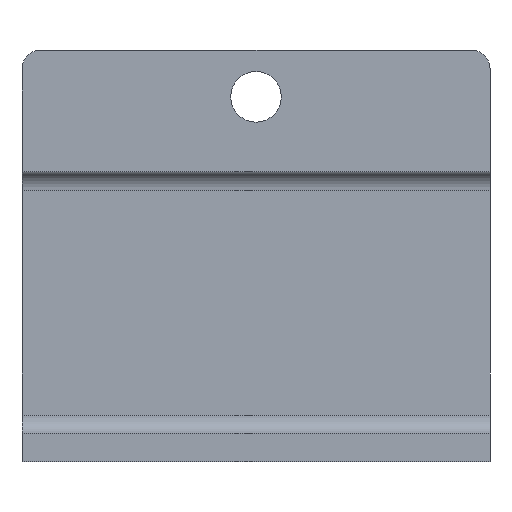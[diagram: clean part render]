
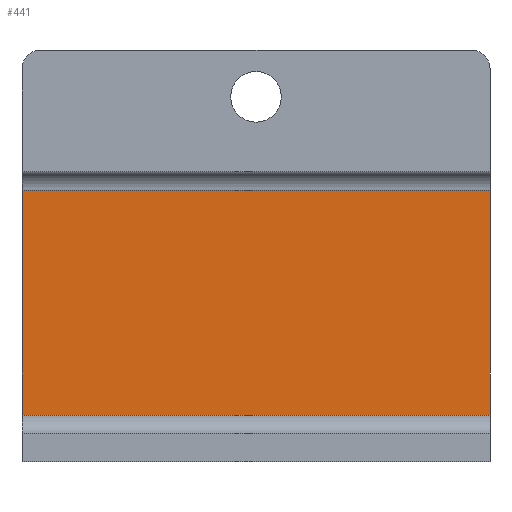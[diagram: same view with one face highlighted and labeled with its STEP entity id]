
A CAD part, front view. The second image highlights one B-rep face of the part: STEP entity #441.
In plain terms, the highlighted planar face has unit normal (0, -1, 0).
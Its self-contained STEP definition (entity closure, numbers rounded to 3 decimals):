
#16=PLANE('',#478);
#43=LINE('',#724,#86);
#49=LINE('',#740,#92);
#51=LINE('',#746,#94);
#52=LINE('',#747,#95);
#86=VECTOR('',#542,12.);
#92=VECTOR('',#554,25.);
#94=VECTOR('',#560,25.);
#95=VECTOR('',#561,12.);
#129=FACE_OUTER_BOUND('',#152,.T.);
#152=EDGE_LOOP('',(#336,#337,#338,#339));
#207=VERTEX_POINT('',#721);
#208=VERTEX_POINT('',#723);
#215=VERTEX_POINT('',#739);
#217=VERTEX_POINT('',#745);
#254=EDGE_CURVE('',#207,#208,#43,.T.);
#262=EDGE_CURVE('',#208,#215,#49,.T.);
#265=EDGE_CURVE('',#217,#207,#51,.T.);
#266=EDGE_CURVE('',#215,#217,#52,.T.);
#336=ORIENTED_EDGE('',*,*,#262,.F.);
#337=ORIENTED_EDGE('',*,*,#254,.F.);
#338=ORIENTED_EDGE('',*,*,#265,.F.);
#339=ORIENTED_EDGE('',*,*,#266,.F.);
#441=ADVANCED_FACE('',(#129),#16,.F.);
#478=AXIS2_PLACEMENT_3D('',#744,#558,#559);
#542=DIRECTION('',(0.,0.,1.));
#554=DIRECTION('',(1.,0.,0.));
#558=DIRECTION('center_axis',(0.,1.,0.));
#559=DIRECTION('ref_axis',(0.,0.,1.));
#560=DIRECTION('',(-1.,0.,0.));
#561=DIRECTION('',(0.,0.,-1.));
#721=CARTESIAN_POINT('',(-12.5,11.5,-8.5));
#723=CARTESIAN_POINT('',(-12.5,11.5,3.5));
#724=CARTESIAN_POINT('',(-12.5,11.5,-6.75));
#739=CARTESIAN_POINT('',(12.5,11.5,3.5));
#740=CARTESIAN_POINT('',(-6.25,11.5,3.5));
#744=CARTESIAN_POINT('Origin',(0.,11.5,-2.5));
#745=CARTESIAN_POINT('',(12.5,11.5,-8.5));
#746=CARTESIAN_POINT('',(6.25,11.5,-8.5));
#747=CARTESIAN_POINT('',(12.5,11.5,4.25));
